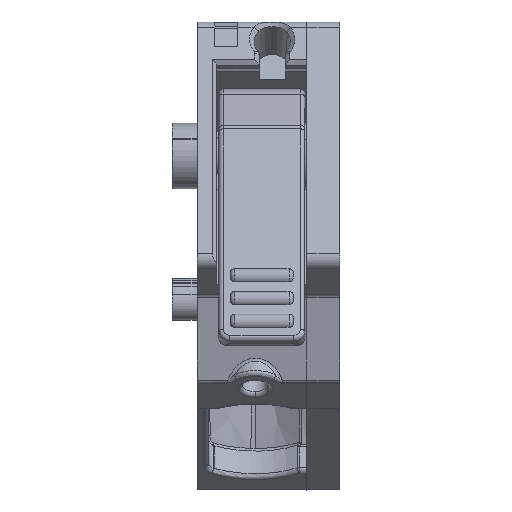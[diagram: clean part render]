
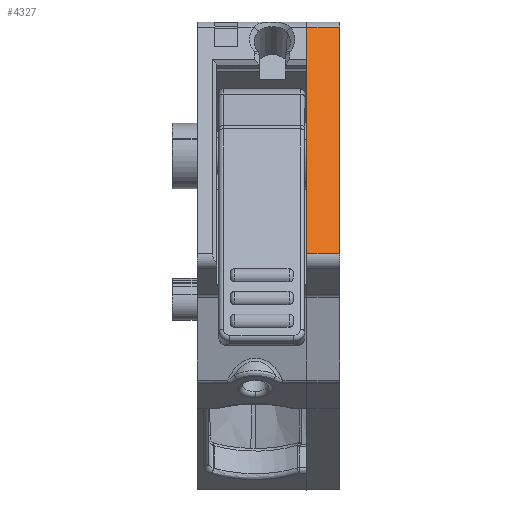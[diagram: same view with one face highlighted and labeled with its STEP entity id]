
A CAD part, top view. The second image highlights one B-rep face of the part: STEP entity #4327.
In plain terms, the highlighted planar face has unit normal (0, 0.5, 0.866).
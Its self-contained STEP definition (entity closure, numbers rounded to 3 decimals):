
#4327=ADVANCED_FACE('',(#11102),#11103,.F.);
#5281=EDGE_CURVE('',#12589,#12592,#12593,.T.);
#5411=EDGE_CURVE('',#12781,#12782,#12783,.T.);
#5413=EDGE_CURVE('',#12782,#12592,#12785,.T.);
#5415=EDGE_CURVE('',#12589,#12781,#12787,.T.);
#11102=FACE_OUTER_BOUND('',#21811,.T.);
#11103=PLANE('',#21812);
#12589=VERTEX_POINT('',#24248);
#12592=VERTEX_POINT('',#24252);
#12593=LINE('',#24253,#24254);
#12781=VERTEX_POINT('',#24564);
#12782=VERTEX_POINT('',#24565);
#12783=LINE('',#24566,#24567);
#12785=LINE('',#24570,#24571);
#12787=LINE('',#24574,#24575);
#21811=EDGE_LOOP('',(#49420,#49421,#49422,#49423));
#21812=AXIS2_PLACEMENT_3D('',#49424,#49425,#49426);
#24248=CARTESIAN_POINT('',(5.,19.04,12.136));
#24252=CARTESIAN_POINT('',(6.5,19.04,12.136));
#24253=CARTESIAN_POINT('',(5.,19.04,12.136));
#24254=VECTOR('',#53300,1.0);
#24564=CARTESIAN_POINT('',(5.,8.705,18.103));
#24565=CARTESIAN_POINT('',(6.5,8.705,18.103));
#24566=CARTESIAN_POINT('',(5.,8.705,18.103));
#24567=VECTOR('',#53379,1.0);
#24570=CARTESIAN_POINT('',(6.5,8.705,18.103));
#24571=VECTOR('',#53380,1.0);
#24574=CARTESIAN_POINT('',(5.,19.04,12.136));
#24575=VECTOR('',#53381,1.0);
#49420=ORIENTED_EDGE('',*,*,#5411,.T.);
#49421=ORIENTED_EDGE('',*,*,#5413,.T.);
#49422=ORIENTED_EDGE('',*,*,#5281,.F.);
#49423=ORIENTED_EDGE('',*,*,#5415,.T.);
#49424=CARTESIAN_POINT('',(6.538,8.446,18.252));
#49425=DIRECTION('',(0.,-0.5,-0.866));
#49426=DIRECTION('',(0.0,-0.866,0.5));
#53300=DIRECTION('',(1.,0.,0.));
#53379=DIRECTION('',(1.0,0.,0.));
#53380=DIRECTION('',(0.,0.866,-0.5));
#53381=DIRECTION('',(0.,-0.866,0.5));
